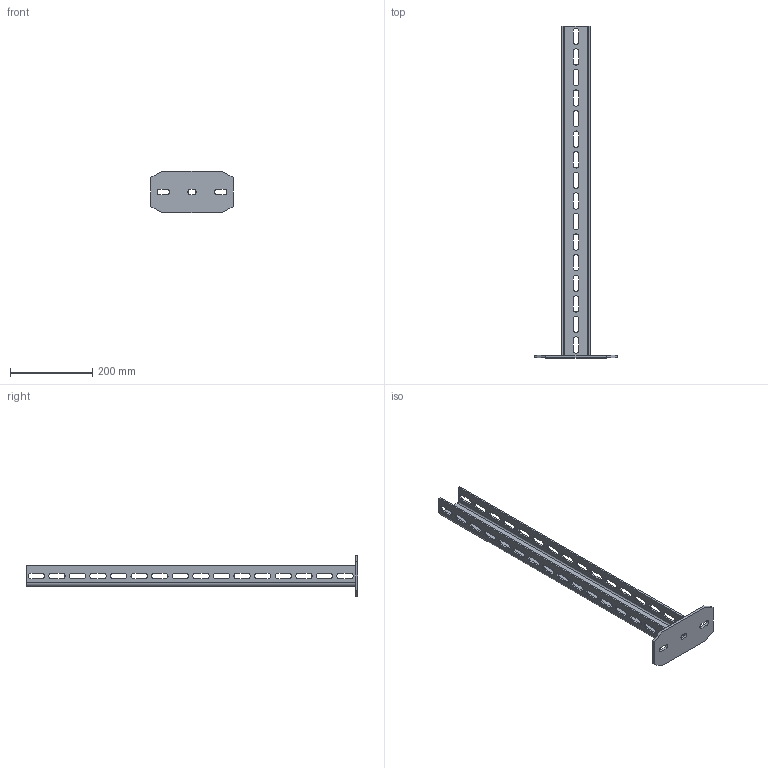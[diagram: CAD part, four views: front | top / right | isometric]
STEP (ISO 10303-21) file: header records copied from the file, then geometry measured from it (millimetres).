
FILE_DESCRIPTION((''),'2;1');
FILE_NAME('6339131','2012-07-23T',('AndreasKeweloh'),(''),'PRO/ENGINEER BY PARAMETRIC TECHNOLOGY CORPORATION, 2012130','PRO/ENGINEER BY PARAMETRIC TECHNOLOGY CORPORATION, 2012130','');
FILE_SCHEMA(('CONFIG_CONTROL_DESIGN'));
Length unit declared in the file: millimetre
Products named in the file (1): 6339131
Bounding box: 200 x 806.5 x 100 mm (x, y, z)
Volume: 521355.4 mm3; surface area: 267588.5 mm2
Topology: 1 solids, 1 shells, 227 faces, 672 edges, 448 vertices
Faces by surface type: plane 121, cylinder 106
Entity records: 7880 total; most frequent: CARTESIAN_POINT 1347, ORIENTED_EDGE 1344, DIRECTION 1338, EDGE_CURVE 672, VECTOR 460, LINE 460, VERTEX_POINT 448, AXIS2_PLACEMENT_3D 439
